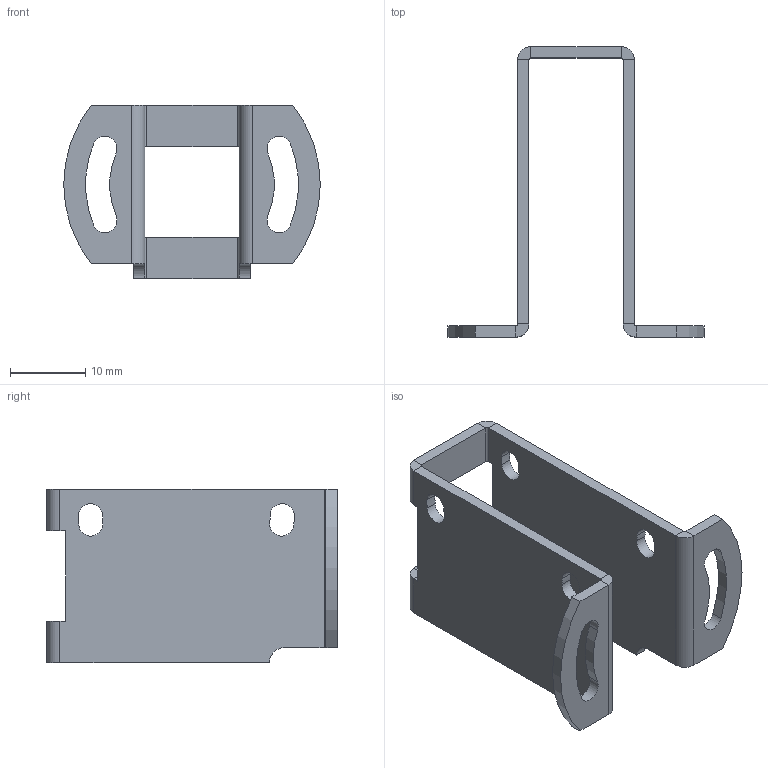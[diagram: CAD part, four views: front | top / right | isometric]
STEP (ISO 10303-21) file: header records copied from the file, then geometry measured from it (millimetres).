
FILE_DESCRIPTION((''),'2;1');
FILE_NAME('141842_SW','2008-08-15T',('banengservice'),('BANNER ENGINEERING'),'PRO/ENGINEER BY PARAMETRIC TECHNOLOGY CORPORATION, 2006170','PRO/ENGINEER BY PARAMETRIC TECHNOLOGY CORPORATION, 2006170','');
FILE_SCHEMA(('CONFIG_CONTROL_DESIGN'));
Length unit declared in the file: inch
Products named in the file (1): 141842_SW
Bounding box: 34 x 38.5 x 23 mm (x, y, z)
Volume: 3002.3 mm3; surface area: 4620.1 mm2
Topology: 1 solids, 1 shells, 84 faces, 204 edges, 120 vertices
Faces by surface type: plane 44, cylinder 40
Entity records: 2492 total; most frequent: DIRECTION 452, CARTESIAN_POINT 408, ORIENTED_EDGE 408, EDGE_CURVE 204, AXIS2_PLACEMENT_3D 164, VECTOR 124, LINE 124, VERTEX_POINT 120
